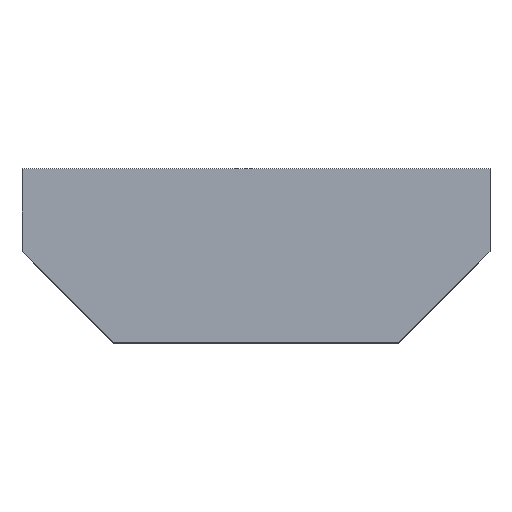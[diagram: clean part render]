
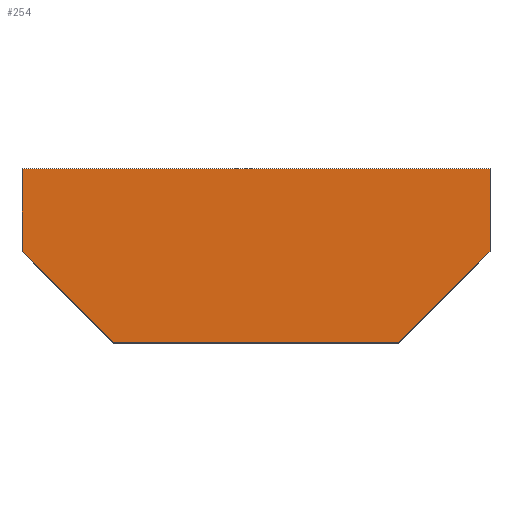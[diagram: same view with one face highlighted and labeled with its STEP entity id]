
A CAD part, top view. The second image highlights one B-rep face of the part: STEP entity #254.
In plain terms, the highlighted planar face has unit normal (0, 0, 1).
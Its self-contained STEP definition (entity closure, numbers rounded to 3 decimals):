
#32 = VERTEX_POINT('',#33);
#33 = CARTESIAN_POINT('',(-0.01,-1.01,16.6));
#39 = EDGE_CURVE('',#32,#40,#42,.T.);
#40 = VERTEX_POINT('',#41);
#41 = CARTESIAN_POINT('',(2.61,-1.01,16.6));
#42 = LINE('',#43,#44);
#43 = CARTESIAN_POINT('',(-0.85,-1.01,16.6));
#44 = VECTOR('',#45,1.);
#45 = DIRECTION('',(1.,0.,0.));
#212 = EDGE_CURVE('',#40,#213,#215,.T.);
#213 = VERTEX_POINT('',#214);
#214 = CARTESIAN_POINT('',(3.45,-0.17,16.6));
#215 = LINE('',#216,#217);
#216 = CARTESIAN_POINT('',(2.693,-0.928,16.6));
#217 = VECTOR('',#218,1.);
#218 = DIRECTION('',(0.707,0.707,0.));
#236 = EDGE_CURVE('',#32,#237,#239,.T.);
#237 = VERTEX_POINT('',#238);
#238 = CARTESIAN_POINT('',(-0.85,-0.17,16.6));
#239 = LINE('',#240,#241);
#240 = CARTESIAN_POINT('',(-0.093,-0.928,16.6));
#241 = VECTOR('',#242,1.);
#242 = DIRECTION('',(-0.707,0.707,0.));
#254 = ADVANCED_FACE('',(#255),#282,.T.);
#255 = FACE_BOUND('',#256,.T.);
#256 = EDGE_LOOP('',(#257,#258,#259,#267,#275,#281));
#257 = ORIENTED_EDGE('',*,*,#39,.T.);
#258 = ORIENTED_EDGE('',*,*,#212,.T.);
#259 = ORIENTED_EDGE('',*,*,#260,.T.);
#260 = EDGE_CURVE('',#213,#261,#263,.T.);
#261 = VERTEX_POINT('',#262);
#262 = CARTESIAN_POINT('',(3.45,0.59,16.6));
#263 = LINE('',#264,#265);
#264 = CARTESIAN_POINT('',(3.45,-1.01,16.6));
#265 = VECTOR('',#266,1.);
#266 = DIRECTION('',(0.,1.,0.));
#267 = ORIENTED_EDGE('',*,*,#268,.T.);
#268 = EDGE_CURVE('',#261,#269,#271,.T.);
#269 = VERTEX_POINT('',#270);
#270 = CARTESIAN_POINT('',(-0.85,0.59,16.6));
#271 = LINE('',#272,#273);
#272 = CARTESIAN_POINT('',(3.45,0.59,16.6));
#273 = VECTOR('',#274,1.);
#274 = DIRECTION('',(-1.,0.,0.));
#275 = ORIENTED_EDGE('',*,*,#276,.T.);
#276 = EDGE_CURVE('',#269,#237,#277,.T.);
#277 = LINE('',#278,#279);
#278 = CARTESIAN_POINT('',(-0.85,0.59,16.6));
#279 = VECTOR('',#280,1.);
#280 = DIRECTION('',(0.,-1.,0.));
#281 = ORIENTED_EDGE('',*,*,#236,.F.);
#282 = PLANE('',#283);
#283 = AXIS2_PLACEMENT_3D('',#284,#285,#286);
#284 = CARTESIAN_POINT('',(1.3,-0.21,16.6));
#285 = DIRECTION('',(0.,0.,1.));
#286 = DIRECTION('',(1.,0.,0.));
